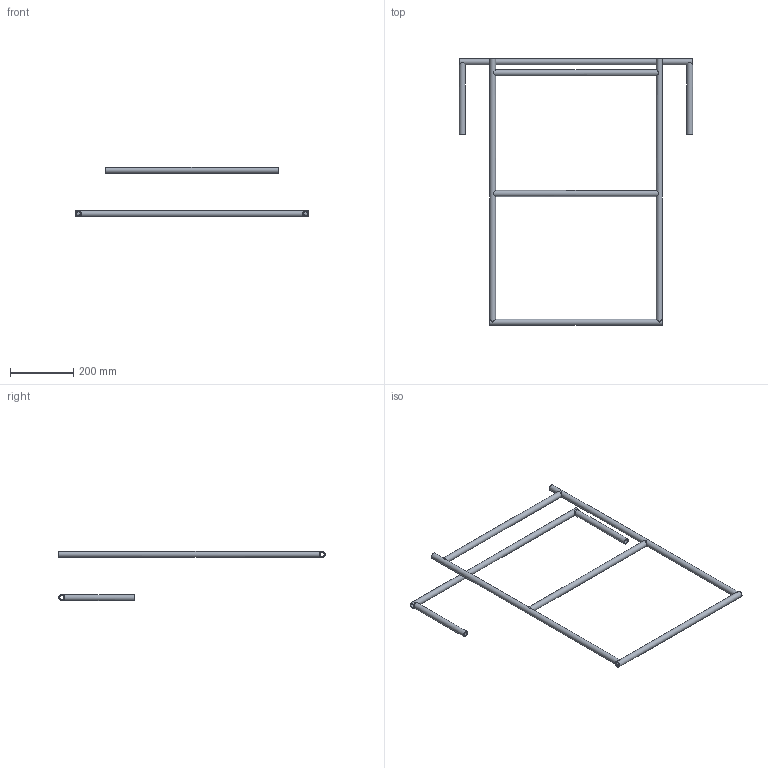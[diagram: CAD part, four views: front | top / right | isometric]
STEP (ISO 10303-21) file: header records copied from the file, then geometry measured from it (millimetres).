
FILE_DESCRIPTION(/* description */ (''),/* implementation_level */ '2;1');
FILE_NAME(/* name */ 'GE-17252_ASM_6_ASM.stp',/* time_stamp */ '2017-01-08T13:53:03-05:00',/* author */ ('jeff1'),/* organization */ (''),/* preprocessor_version */ 'ST-DEVELOPER v16.5',/* originating_system */ 'Autodesk Inventor 2017',/* authorisation */ '');
FILE_SCHEMA (('AUTOMOTIVE_DESIGN { 1 0 10303 214 3 1 1 }'));
Length unit declared in the file: inch
Products named in the file (6): GE-17252_ASM_6_ASM; GE-17252-01_6; GE-17252-02_6; GE-17252-03_3; GE-17252-05_3; GE-17252-06_4
Assembly tree (8 placements, depth 2):
  GE-17252_ASM_6_ASM
    GE-17252-01_6
    GE-17252-02_6  x2
    GE-17252-03_3  x2
    GE-17252-05_3
    GE-17252-06_4  x2
Bounding box: 736.6 x 841.38 x 155.57 mm (x, y, z)
Volume: 674040.5 mm3; surface area: 445474.9 mm2
Topology: 8 solids, 8 shells, 44 faces, 86 edges, 58 vertices
Faces by surface type: cylinder 24, plane 20
Full cylindrical faces by diameter (mm): 12.954 x8, 19.05 x8
Entity records: 932 total; most frequent: CARTESIAN_POINT 246, DIRECTION 138, ORIENTED_EDGE 72, AXIS2_PLACEMENT_3D 66, EDGE_LOOP 46, EDGE_CURVE 36, VERTEX_POINT 30, FACE_OUTER_BOUND 26
